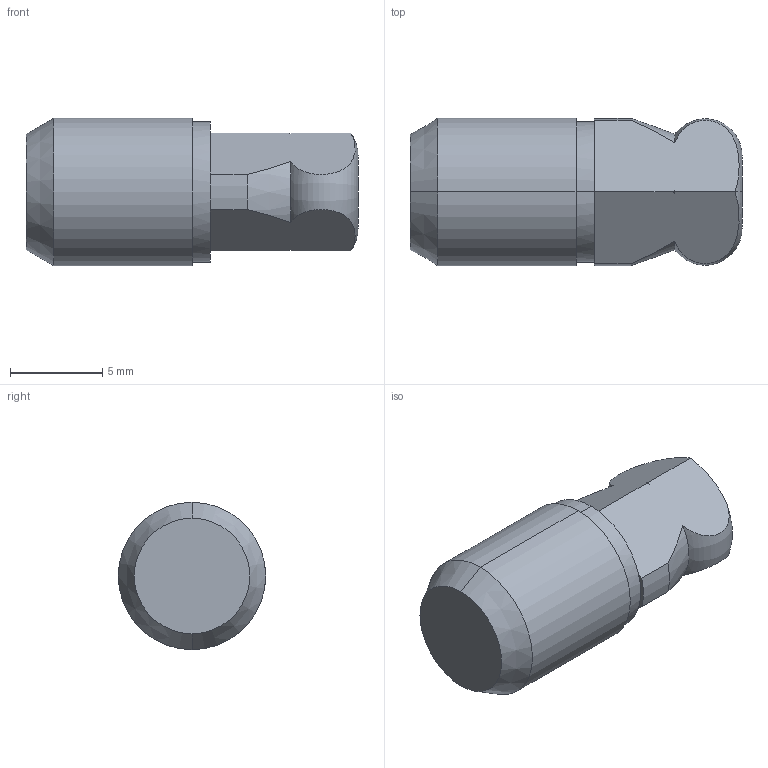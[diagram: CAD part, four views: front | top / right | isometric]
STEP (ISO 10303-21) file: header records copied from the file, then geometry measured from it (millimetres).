
FILE_DESCRIPTION (( 'STEP AP214' ), '1' );
FILE_NAME ('STARK_952 242_A.STEP', '2015-07-10T06:36:19', ( '' ), ( '' ), 'SwSTEP 2.0', 'SolidWorks 2015', '' );
FILE_SCHEMA (( 'AUTOMOTIVE_DESIGN' ));
Length unit declared in the file: millimetre
Products named in the file (1): STARK_952 242_A
Bounding box: 18 x 8 x 8 mm (x, y, z)
Volume: 692.7 mm3; surface area: 555.1 mm2
Topology: 1 solids, 1 shells, 34 faces, 79 edges, 47 vertices
Faces by surface type: plane 11, cone 9, cylinder 8, torus 6
Entity records: 1149 total; most frequent: CARTESIAN_POINT 311, DIRECTION 165, ORIENTED_EDGE 154, EDGE_CURVE 77, AXIS2_PLACEMENT_3D 69, VERTEX_POINT 47, EDGE_LOOP 36, ADVANCED_FACE 34
